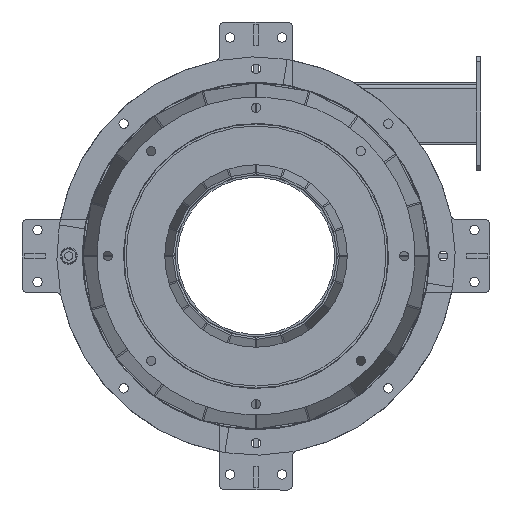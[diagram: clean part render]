
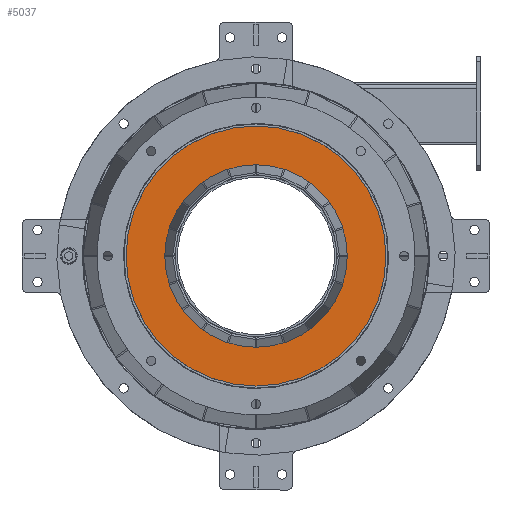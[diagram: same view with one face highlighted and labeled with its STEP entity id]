
A CAD part, front view. The second image highlights one B-rep face of the part: STEP entity #5037.
In plain terms, the highlighted planar face has unit normal (0, -1, 0).
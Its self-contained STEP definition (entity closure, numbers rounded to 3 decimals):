
#138 = CARTESIAN_POINT ( 'NONE',  ( 0., 0., 125. ) ) ;
#566 = ORIENTED_EDGE ( 'NONE', *, *, #4373, .F. ) ;
#727 = ORIENTED_EDGE ( 'NONE', *, *, #4091, .T. ) ;
#737 = CARTESIAN_POINT ( 'NONE',  ( 0., 0., 87.75 ) ) ;
#781 = CARTESIAN_POINT ( 'NONE',  ( 0., 0., -87.75 ) ) ;
#906 = DIRECTION ( 'NONE',  ( 0., 1., 0. ) ) ;
#1156 = DIRECTION ( 'NONE',  ( 0., 0., 1. ) ) ;
#1326 = FACE_OUTER_BOUND ( 'NONE', #4480, .T. ) ;
#1781 = CIRCLE ( 'NONE', #6769, 125. ) ;
#2090 = DIRECTION ( 'NONE',  ( 0., 1., 0. ) ) ;
#2200 = DIRECTION ( 'NONE',  ( 0., 0., 1. ) ) ;
#2262 = CARTESIAN_POINT ( 'NONE',  ( 0., 0., 0. ) ) ;
#2313 = PLANE ( 'NONE',  #7198 ) ;
#2633 = DIRECTION ( 'NONE',  ( 0., 1., 0. ) ) ;
#2866 = DIRECTION ( 'NONE',  ( 0., 0., 1. ) ) ;
#3146 = ORIENTED_EDGE ( 'NONE', *, *, #5670, .T. ) ;
#3538 = CARTESIAN_POINT ( 'NONE',  ( 0., 0., -125. ) ) ;
#3823 = CIRCLE ( 'NONE', #7868, 87.75 ) ;
#4091 = EDGE_CURVE ( 'NONE', #5583, #10027, #3823, .T. ) ;
#4255 = EDGE_CURVE ( 'NONE', #11208, #9731, #1781, .T. ) ;
#4373 = EDGE_CURVE ( 'NONE', #9731, #11208, #8760, .T. ) ;
#4480 = EDGE_LOOP ( 'NONE', ( #566, #8464 ) ) ;
#4650 = CARTESIAN_POINT ( 'NONE',  ( 0., 0., 0. ) ) ;
#5037 = ADVANCED_FACE ( 'NONE', ( #1326, #6642 ), #2313, .F. ) ;
#5583 = VERTEX_POINT ( 'NONE', #781 ) ;
#5670 = EDGE_CURVE ( 'NONE', #10027, #5583, #10870, .T. ) ;
#6473 = AXIS2_PLACEMENT_3D ( 'NONE', #8800, #2633, #2866 ) ;
#6571 = DIRECTION ( 'NONE',  ( 0., 0., 1. ) ) ;
#6642 = FACE_BOUND ( 'NONE', #9460, .T. ) ;
#6769 = AXIS2_PLACEMENT_3D ( 'NONE', #8756, #906, #6571 ) ;
#7198 = AXIS2_PLACEMENT_3D ( 'NONE', #2262, #10108, #2200 ) ;
#7317 = CARTESIAN_POINT ( 'NONE',  ( 0., 0., 0. ) ) ;
#7500 = DIRECTION ( 'NONE',  ( 0., 0., 1. ) ) ;
#7868 = AXIS2_PLACEMENT_3D ( 'NONE', #4650, #2090, #1156 ) ;
#8464 = ORIENTED_EDGE ( 'NONE', *, *, #4255, .F. ) ;
#8756 = CARTESIAN_POINT ( 'NONE',  ( 0., 0., 0. ) ) ;
#8760 = CIRCLE ( 'NONE', #10784, 125. ) ;
#8800 = CARTESIAN_POINT ( 'NONE',  ( 0., 0., 0. ) ) ;
#9215 = DIRECTION ( 'NONE',  ( 0., 1., 0. ) ) ;
#9460 = EDGE_LOOP ( 'NONE', ( #727, #3146 ) ) ;
#9731 = VERTEX_POINT ( 'NONE', #3538 ) ;
#10027 = VERTEX_POINT ( 'NONE', #737 ) ;
#10108 = DIRECTION ( 'NONE',  ( 0., 1., 0. ) ) ;
#10784 = AXIS2_PLACEMENT_3D ( 'NONE', #7317, #9215, #7500 ) ;
#10870 = CIRCLE ( 'NONE', #6473, 87.75 ) ;
#11208 = VERTEX_POINT ( 'NONE', #138 ) ;
